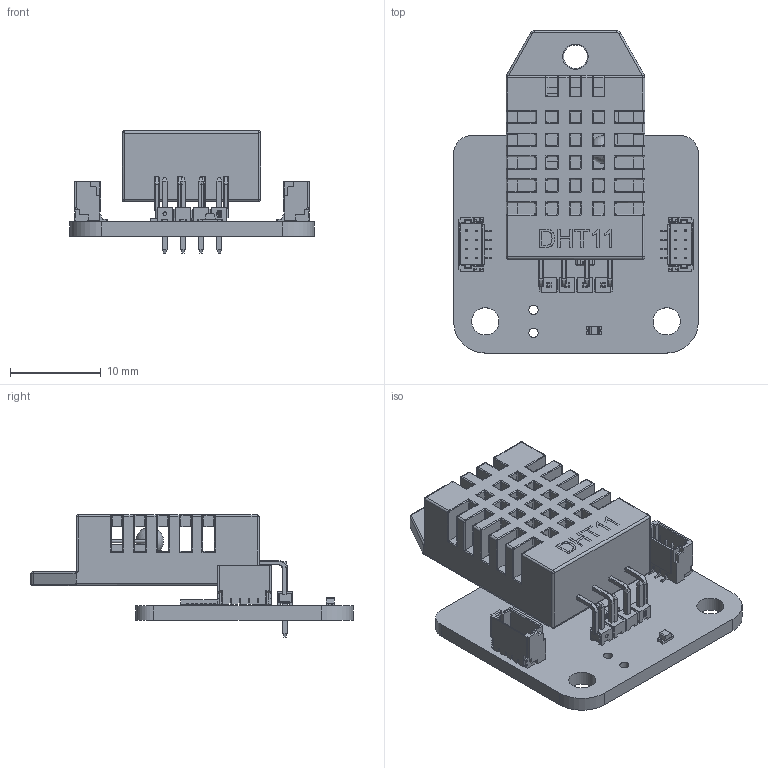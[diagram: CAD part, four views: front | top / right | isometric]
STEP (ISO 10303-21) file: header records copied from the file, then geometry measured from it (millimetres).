
FILE_DESCRIPTION(('Open CASCADE Model'),'2;1');
FILE_NAME('Open CASCADE Shape Model','2025-04-16T06:00:37',('Author'),( 'Open CASCADE'),'Open CASCADE STEP processor 7.5','Open CASCADE 7.5' ,'Unknown');
FILE_SCHEMA(('AUTOMOTIVE_DESIGN { 1 0 10303 214 1 1 1 1 }'));
Length unit declared in the file: millimetre
Products named in the file (39): PCB; Board; Open CASCADE STEP translator 7.5 11.1.1; U; DUELink-U-Connector-BM04B-SRSS-TB; D; DUELink-Connector-BM04B-SRSS-TB; STAT; 0603 LED Green; Solid1; Solid4; R4; User Library-R SMD 0402; User Library-R SMD 0402_0402 BODY; User Library-R SMD 0402_0402 PAD; User Library-R SMD 0402_0402 OPIS; J3; Conn_Samtec_TMM-104-01-S-S_eec; logo; body; TMM-104-01-L-D-SM_pins1; TMM-104-01-L-D-SM-P-TR_sm_pins2.0004; C2; 0805 SMD Capacitor; C1; C0402; Free-Models; DHT11; Komponente1; Komponente2; Komponente3; Komponente4; STM32-QFN32
Assembly tree (48 placements, depth 4):
  PCB
    Board
      Open CASCADE STEP translator 7.5 11.1.1
    U
      DUELink-U-Connector-BM04B-SRSS-TB
    D
      DUELink-Connector-BM04B-SRSS-TB
    STAT
      0603 LED Green
        Solid1
        Solid4
        Solid1
        Solid1
        Solid4
        Solid1
        Solid1
        Solid1
    R4
      User Library-R SMD 0402
        User Library-R SMD 0402_0402 BODY
        User Library-R SMD 0402_0402 PAD  x2
        User Library-R SMD 0402_0402 OPIS
    J3
      Conn_Samtec_TMM-104-01-S-S_eec
        logo
        body  x4
        TMM-104-01-L-D-SM_pins1  x4
        TMM-104-01-L-D-SM-P-TR_sm_pins2.0004  x4
    C2
      0805 SMD Capacitor
    C1
      C0402
    Free-Models
      DHT11
        Komponente1
        Komponente2
        Komponente3
        Komponente4
      STM32-QFN32
Bounding box: 27 x 35.54 x 13.49 mm (x, y, z)
Volume: 2785.4 mm3; surface area: 4267.7 mm2
Topology: 99 solids, 99 shells, 2191 faces, 6873 edges, 6245 vertices
Faces by surface type: plane 1407, cylinder 504, bspline 224, torus 35, sphere 13, revolution 8
Full cylindrical faces by diameter (mm): 0.4 x3, 0.89 x4, 1.016 x2, 2.6 x1, 3 x2
Entity records: 82272 total; most frequent: CARTESIAN_POINT 21189, DIRECTION 11002, ORIENTED_EDGE 9920, LINE 5022, VECTOR 5022, EDGE_CURVE 4960, VERTEX_POINT 3128, AXIS2_PLACEMENT_3D 2986
